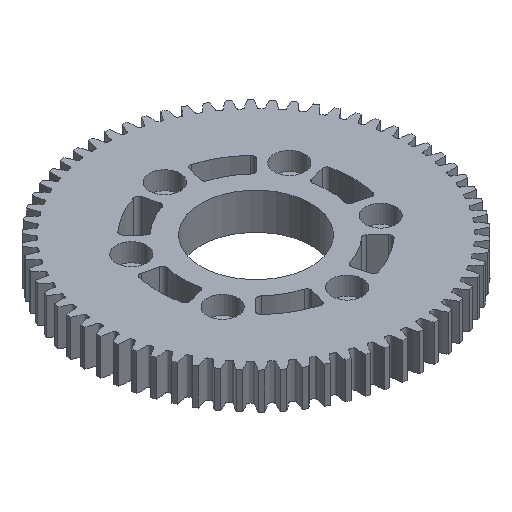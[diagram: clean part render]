
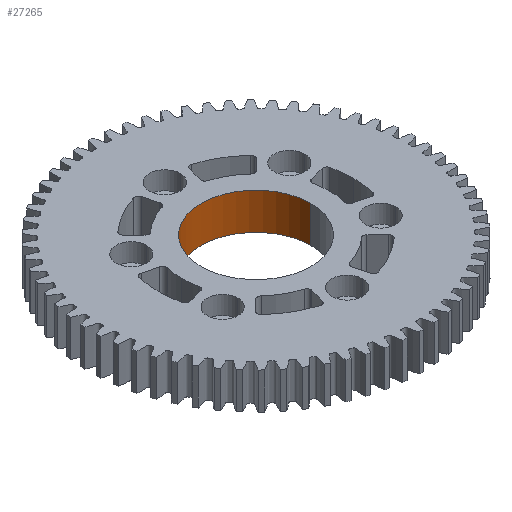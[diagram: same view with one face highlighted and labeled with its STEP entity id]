
A CAD part, isometric view. The second image highlights one B-rep face of the part: STEP entity #27265.
In plain terms, the highlighted cylindrical face has radius 14.306 mm (diameter 28.613 mm), a partial arc.
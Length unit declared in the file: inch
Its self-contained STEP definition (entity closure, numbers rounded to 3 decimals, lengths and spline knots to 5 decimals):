
#2541 = DIRECTION ( 'NONE',  ( 0., 0., 1. ) ) ;
#4201 = EDGE_CURVE ( 'NONE', #16605, #18075, #10059, .T. ) ;
#4689 = ORIENTED_EDGE ( 'NONE', *, *, #26669, .F. ) ;
#4731 = EDGE_CURVE ( 'NONE', #7039, #18075, #12467, .T. ) ;
#5206 = EDGE_CURVE ( 'NONE', #12571, #16605, #15565, .T. ) ;
#7039 = VERTEX_POINT ( 'NONE', #17087 ) ;
#8412 = ORIENTED_EDGE ( 'NONE', *, *, #4731, .F. ) ;
#8609 = DIRECTION ( 'NONE',  ( 1., 0., 0. ) ) ;
#9079 = EDGE_LOOP ( 'NONE', ( #8412, #4689, #15225, #26822 ) ) ;
#9718 = VECTOR ( 'NONE', #10281, 39.37008 ) ;
#10059 = CIRCLE ( 'NONE', #26120, 0.56325 ) ;
#10281 = DIRECTION ( 'NONE',  ( 0., 0., 1. ) ) ;
#10371 = CARTESIAN_POINT ( 'NONE',  ( 0.56325, 0., 0.1875 ) ) ;
#11781 = VECTOR ( 'NONE', #15172, 39.37008 ) ;
#12467 = LINE ( 'NONE', #15031, #11781 ) ;
#12571 = VERTEX_POINT ( 'NONE', #20012 ) ;
#12614 = CIRCLE ( 'NONE', #23850, 0.56325 ) ;
#14420 = AXIS2_PLACEMENT_3D ( 'NONE', #24036, #26237, #8609 ) ;
#14727 = CARTESIAN_POINT ( 'NONE',  ( -0.56325, 0., 0.1875 ) ) ;
#15031 = CARTESIAN_POINT ( 'NONE',  ( -0.56325, 0., 0.1875 ) ) ;
#15172 = DIRECTION ( 'NONE',  ( 0., 0., 1. ) ) ;
#15225 = ORIENTED_EDGE ( 'NONE', *, *, #5206, .T. ) ;
#15565 = LINE ( 'NONE', #10371, #9718 ) ;
#15627 = CARTESIAN_POINT ( 'NONE',  ( 0., 0., -0.1875 ) ) ;
#16605 = VERTEX_POINT ( 'NONE', #18568 ) ;
#17087 = CARTESIAN_POINT ( 'NONE',  ( -0.56325, 0., -0.1875 ) ) ;
#17848 = DIRECTION ( 'NONE',  ( 1., 0., 0. ) ) ;
#18075 = VERTEX_POINT ( 'NONE', #14727 ) ;
#18568 = CARTESIAN_POINT ( 'NONE',  ( 0.56325, 0., 0.1875 ) ) ;
#20012 = CARTESIAN_POINT ( 'NONE',  ( 0.56325, 0., -0.1875 ) ) ;
#20924 = CYLINDRICAL_SURFACE ( 'NONE', #14420, 0.56325 ) ;
#22309 = DIRECTION ( 'NONE',  ( 1., 0., 0. ) ) ;
#22347 = DIRECTION ( 'NONE',  ( 0., 0., 1. ) ) ;
#22379 = CARTESIAN_POINT ( 'NONE',  ( 0., 0., 0.1875 ) ) ;
#23850 = AXIS2_PLACEMENT_3D ( 'NONE', #15627, #2541, #17848 ) ;
#24036 = CARTESIAN_POINT ( 'NONE',  ( 0., 0., 0.1875 ) ) ;
#26120 = AXIS2_PLACEMENT_3D ( 'NONE', #22379, #22347, #22309 ) ;
#26237 = DIRECTION ( 'NONE',  ( 0., 0., 1. ) ) ;
#26669 = EDGE_CURVE ( 'NONE', #12571, #7039, #12614, .T. ) ;
#26822 = ORIENTED_EDGE ( 'NONE', *, *, #4201, .T. ) ;
#27265 = ADVANCED_FACE ( 'NONE', ( #28185 ), #20924, .F. ) ;
#28185 = FACE_OUTER_BOUND ( 'NONE', #9079, .T. ) ;
